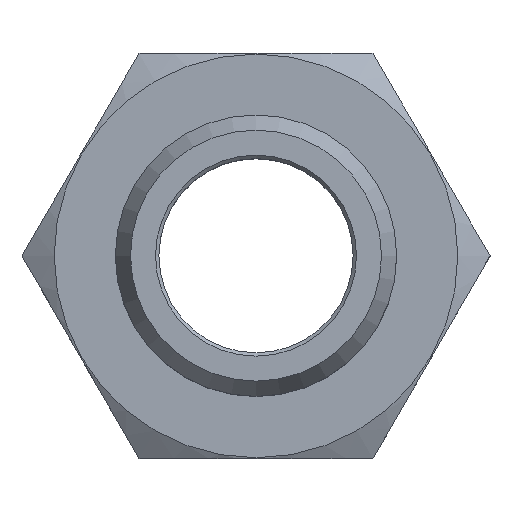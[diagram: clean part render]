
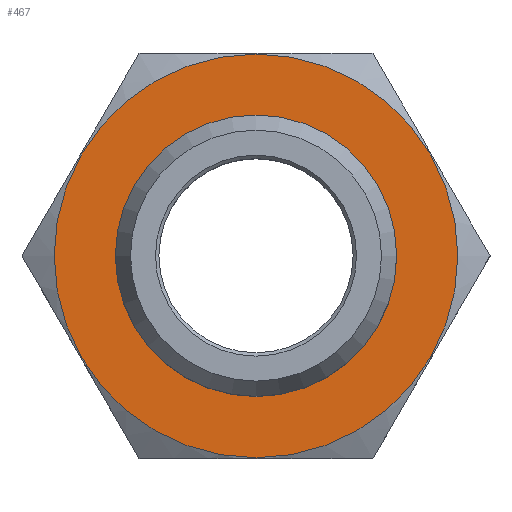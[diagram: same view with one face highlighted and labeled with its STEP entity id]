
A CAD part, top view. The second image highlights one B-rep face of the part: STEP entity #467.
In plain terms, the highlighted planar face has unit normal (0, 0, 1).
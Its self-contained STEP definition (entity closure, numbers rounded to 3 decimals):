
#26=CIRCLE('',#491,11.95);
#31=CIRCLE('',#500,8.331);
#100=ORIENTED_EDGE('',*,*,#147,.T.);
#101=ORIENTED_EDGE('',*,*,#152,.T.);
#147=EDGE_CURVE('',#175,#175,#26,.T.);
#152=EDGE_CURVE('',#180,#180,#31,.T.);
#175=VERTEX_POINT('',#720);
#180=VERTEX_POINT('',#734);
#219=EDGE_LOOP('',(#100));
#220=EDGE_LOOP('',(#101));
#259=FACE_BOUND('',#219,.T.);
#260=FACE_BOUND('',#220,.T.);
#290=PLANE('',#501);
#467=ADVANCED_FACE('',(#259,#260),#290,.T.);
#491=AXIS2_PLACEMENT_3D('',#719,#545,#546);
#500=AXIS2_PLACEMENT_3D('',#733,#563,#564);
#501=AXIS2_PLACEMENT_3D('',#735,#565,#566);
#545=DIRECTION('',(0.,0.,1.));
#546=DIRECTION('',(1.,0.,0.));
#563=DIRECTION('',(0.,0.,-1.));
#564=DIRECTION('',(1.,0.,0.));
#565=DIRECTION('',(0.,0.,1.));
#566=DIRECTION('',(1.,0.,0.));
#719=CARTESIAN_POINT('',(0.,0.,2.75));
#720=CARTESIAN_POINT('',(11.95,0.,2.75));
#733=CARTESIAN_POINT('',(0.,0.,2.75));
#734=CARTESIAN_POINT('',(8.331,0.,2.75));
#735=CARTESIAN_POINT('',(0.,0.,2.75));
